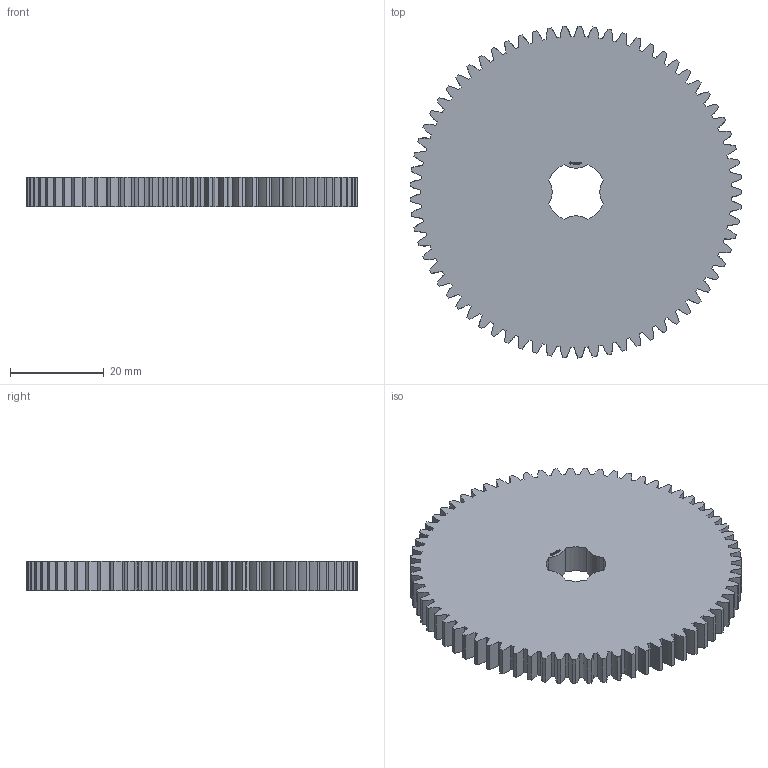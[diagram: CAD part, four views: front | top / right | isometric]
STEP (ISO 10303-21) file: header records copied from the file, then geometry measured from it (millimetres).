
FILE_DESCRIPTION(('FreeCAD Model'),'2;1');
FILE_NAME('Open CASCADE Shape Model','2024-03-10T23:01:30',(''),(''), 'Open CASCADE STEP processor 7.6','FreeCAD','Unknown');
FILE_SCHEMA(('AUTOMOTIVE_DESIGN { 1 0 10303 214 1 1 1 1 }'));
Products named in the file (1): Gear Wheel PLN TTH69 BU00.50 SFT-SHD - SPN-GWH-0254 (stemfie.org)
Bounding box: 70.98 x 71 x 6.25 mm (x, y, z)
Volume: 22585.2 mm3; surface area: 10215.1 mm2
Topology: 1 solids, 1 shells, 743 faces, 2133 edges, 1422 vertices
Faces by surface type: extrusion 406, plane 329, cylinder 8
Entity records: 70004 total; most frequent: CARTESIAN_POINT 25055, DIRECTION 5873, VECTOR 5149, LINE 4743, ORIENTED_EDGE 4266, PCURVE 4266, DEFINITIONAL_REPRESENTATION 4266, EDGE_CURVE 2133
